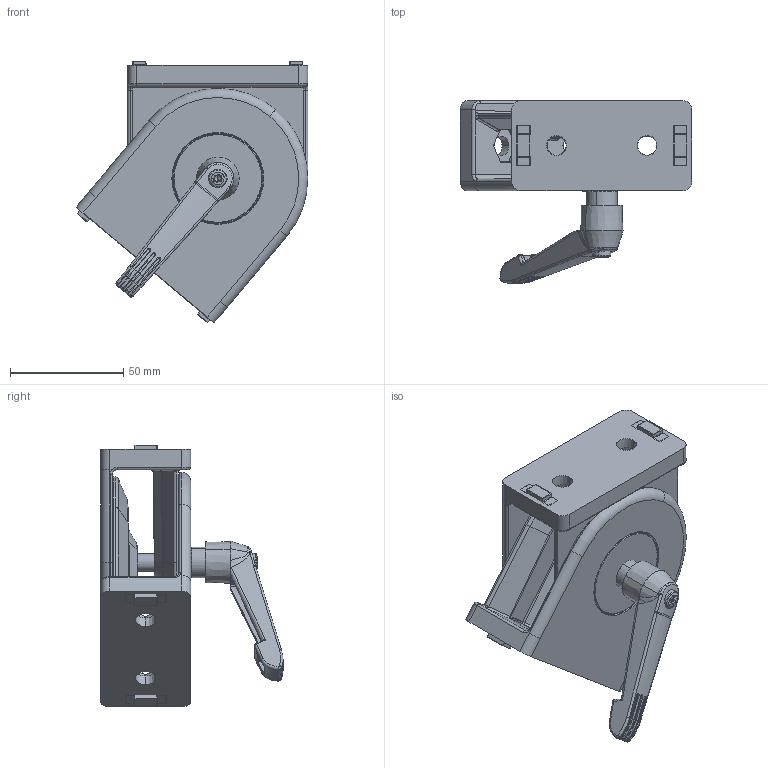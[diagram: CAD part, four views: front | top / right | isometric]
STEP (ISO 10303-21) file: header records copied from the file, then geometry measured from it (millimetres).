
FILE_DESCRIPTION(('STEP AP214'),'1');
FILE_NAME('fath_093g4080an.stp','2017-06-05T12:27:44',('TraceParts'),('TraceParts S.A.'),'Spatial InterOp 3D',' ',' ');
FILE_SCHEMA(('automotive_design'));
Length unit declared in the file: millimetre
Products named in the file (13): fath_093g4080an_1; fath_093g4080an_2; fath_093g4080an_3; fath_093g4080an_4; fath_093g4080an_5; fath_093g4080an_6; fath_093g4080an_7; fath_093g4080an_8; fath_093g4080an_9; fath_093g4080an_10; fath_093g4080an_11; fath_093g4080an_12; fath_093g4080an_13
Bounding box: 102.43 x 80.69 x 115.79 mm (x, y, z)
Volume: 185478.2 mm3; surface area: 87208.8 mm2
Topology: 13 solids, 14 shells, 1432 faces, 3302 edges, 1910 vertices
Faces by surface type: cylinder 413, plane 323, torus 282, cone 171, bspline 169, sphere 74
Entity records: 57312 total; most frequent: CARTESIAN_POINT 14081, DIRECTION 6912, ORIENTED_EDGE 6552, EDGE_CURVE 3276, AXIS2_PLACEMENT_3D 2888, VERTEX_POINT 1910, CIRCLE 1612, EDGE_LOOP 1496
